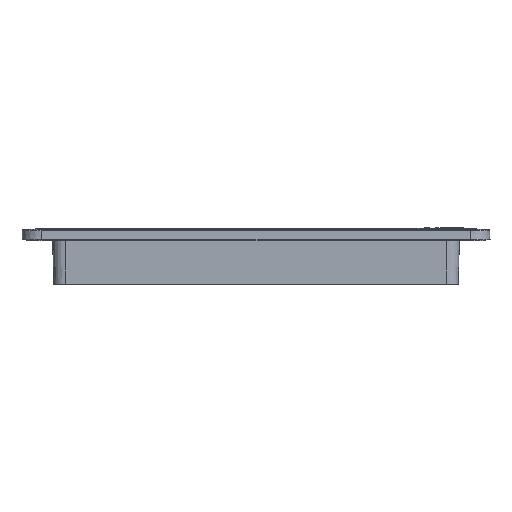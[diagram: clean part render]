
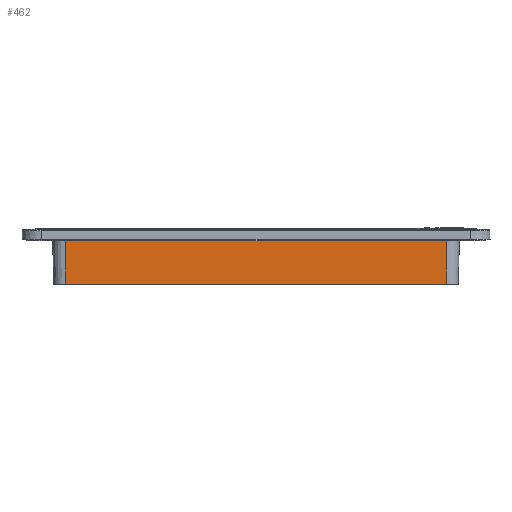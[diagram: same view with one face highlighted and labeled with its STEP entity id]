
A CAD part, left-side view. The second image highlights one B-rep face of the part: STEP entity #462.
In plain terms, the highlighted planar face has unit normal (-1, 0, -0.018).
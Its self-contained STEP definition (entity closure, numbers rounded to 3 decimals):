
#168=CARTESIAN_POINT('Vertex',(-112.928,106.,22.009)) ;
#182=CARTESIAN_POINT('Vertex',(-112.5,106.,-2.5)) ;
#185=CARTESIAN_POINT('Line Origine',(-112.74,106.,11.25)) ;
#392=CARTESIAN_POINT('Axis2P3D Location',(-112.5,0.,-2.5)) ;
#397=CARTESIAN_POINT('Line Origine',(-112.928,0.,22.009)) ;
#401=CARTESIAN_POINT('Vertex',(-112.928,62.146,22.009)) ;
#404=CARTESIAN_POINT('Line Origine',(-112.5,0.,-2.5)) ;
#408=CARTESIAN_POINT('Vertex',(-112.5,-106.,-2.5)) ;
#411=CARTESIAN_POINT('Line Origine',(-112.74,-106.,11.25)) ;
#415=CARTESIAN_POINT('Vertex',(-112.928,-106.,22.009)) ;
#418=CARTESIAN_POINT('Line Origine',(-112.928,0.,22.009)) ;
#422=CARTESIAN_POINT('Vertex',(-112.928,-62.146,22.009)) ;
#425=CARTESIAN_POINT('Line Origine',(-112.928,0.,22.009)) ;
#429=CARTESIAN_POINT('Vertex',(-112.928,-32.854,22.009)) ;
#432=CARTESIAN_POINT('Line Origine',(-112.928,0.,22.009)) ;
#436=CARTESIAN_POINT('Vertex',(-112.928,0.,22.009)) ;
#439=CARTESIAN_POINT('Line Origine',(-112.928,0.,22.009)) ;
#443=CARTESIAN_POINT('Vertex',(-112.928,32.854,22.009)) ;
#446=CARTESIAN_POINT('Line Origine',(-112.928,0.,22.009)) ;
#186=DIRECTION('Vector Direction',(-0.017,0.,1.)) ;
#393=DIRECTION('Axis2P3D Direction',(-1.,-0.,-0.017)) ;
#394=DIRECTION('Axis2P3D XDirection',(0.,-1.,0.)) ;
#398=DIRECTION('Vector Direction',(0.,-1.,0.)) ;
#405=DIRECTION('Vector Direction',(0.,-1.,0.)) ;
#412=DIRECTION('Vector Direction',(-0.017,0.,1.)) ;
#419=DIRECTION('Vector Direction',(0.,-1.,0.)) ;
#426=DIRECTION('Vector Direction',(0.,-1.,0.)) ;
#433=DIRECTION('Vector Direction',(0.,-1.,0.)) ;
#440=DIRECTION('Vector Direction',(0.,-1.,0.)) ;
#447=DIRECTION('Vector Direction',(0.,-1.,0.)) ;
#395=AXIS2_PLACEMENT_3D('Plane Axis2P3D',#392,#393,#394) ;
#452=ORIENTED_EDGE('',*,*,#403,.F.) ;
#453=ORIENTED_EDGE('',*,*,#189,.F.) ;
#454=ORIENTED_EDGE('',*,*,#410,.F.) ;
#455=ORIENTED_EDGE('',*,*,#417,.T.) ;
#456=ORIENTED_EDGE('',*,*,#424,.T.) ;
#457=ORIENTED_EDGE('',*,*,#431,.T.) ;
#458=ORIENTED_EDGE('',*,*,#438,.T.) ;
#459=ORIENTED_EDGE('',*,*,#445,.F.) ;
#460=ORIENTED_EDGE('',*,*,#450,.T.) ;
#187=VECTOR('Line Direction',#186,1.) ;
#399=VECTOR('Line Direction',#398,1.) ;
#406=VECTOR('Line Direction',#405,1.) ;
#413=VECTOR('Line Direction',#412,1.) ;
#420=VECTOR('Line Direction',#419,1.) ;
#427=VECTOR('Line Direction',#426,1.) ;
#434=VECTOR('Line Direction',#433,1.) ;
#441=VECTOR('Line Direction',#440,1.) ;
#448=VECTOR('Line Direction',#447,1.) ;
#462=ADVANCED_FACE('PartBody',(#461),#396,.T.) ;
#189=EDGE_CURVE('',#183,#169,#188,.T.) ;
#403=EDGE_CURVE('',#169,#402,#400,.T.) ;
#410=EDGE_CURVE('',#409,#183,#407,.F.) ;
#417=EDGE_CURVE('',#409,#416,#414,.T.) ;
#424=EDGE_CURVE('',#416,#423,#421,.F.) ;
#431=EDGE_CURVE('',#423,#430,#428,.F.) ;
#438=EDGE_CURVE('',#430,#437,#435,.F.) ;
#445=EDGE_CURVE('',#444,#437,#442,.T.) ;
#450=EDGE_CURVE('',#444,#402,#449,.F.) ;
#451=EDGE_LOOP('',(#452,#453,#454,#455,#456,#457,#458,#459,#460)) ;
#461=FACE_OUTER_BOUND('',#451,.T.) ;
#188=LINE('Line',#185,#187) ;
#400=LINE('Line',#397,#399) ;
#407=LINE('Line',#404,#406) ;
#414=LINE('Line',#411,#413) ;
#421=LINE('Line',#418,#420) ;
#428=LINE('Line',#425,#427) ;
#435=LINE('Line',#432,#434) ;
#442=LINE('Line',#439,#441) ;
#449=LINE('Line',#446,#448) ;
#396=PLANE('',#395) ;
#169=VERTEX_POINT('',#168) ;
#183=VERTEX_POINT('',#182) ;
#402=VERTEX_POINT('',#401) ;
#409=VERTEX_POINT('',#408) ;
#416=VERTEX_POINT('',#415) ;
#423=VERTEX_POINT('',#422) ;
#430=VERTEX_POINT('',#429) ;
#437=VERTEX_POINT('',#436) ;
#444=VERTEX_POINT('',#443) ;
